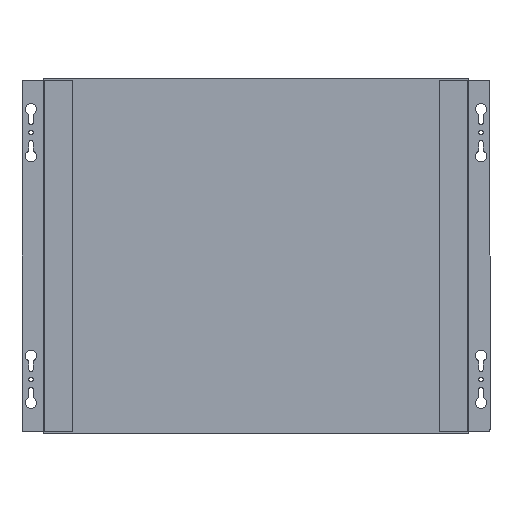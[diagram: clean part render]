
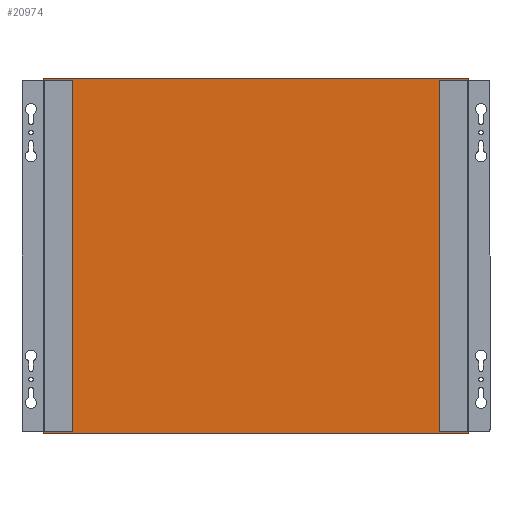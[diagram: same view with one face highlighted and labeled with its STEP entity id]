
A CAD part, front view. The second image highlights one B-rep face of the part: STEP entity #20974.
In plain terms, the highlighted planar face has unit normal (0, -1, 0).
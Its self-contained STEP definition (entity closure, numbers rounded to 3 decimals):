
#2304 = LINE ( 'NONE', #55693, #28575 ) ;
#2953 = DIRECTION ( 'NONE',  ( 0., -1., 0. ) ) ;
#4646 = FACE_OUTER_BOUND ( 'NONE', #10719, .T. ) ;
#4802 = CARTESIAN_POINT ( 'NONE',  ( 190., 0., -158. ) ) ;
#6813 = PLANE ( 'NONE',  #9302 ) ;
#7882 = LINE ( 'NONE', #4802, #56172 ) ;
#9302 = AXIS2_PLACEMENT_3D ( 'NONE', #11899, #2953, #58507 ) ;
#9755 = EDGE_CURVE ( 'NONE', #46555, #37641, #2304, .T. ) ;
#10719 = EDGE_LOOP ( 'NONE', ( #19990, #22424, #46217, #59974 ) ) ;
#11553 = EDGE_CURVE ( 'NONE', #39397, #46555, #7882, .T. ) ;
#11899 = CARTESIAN_POINT ( 'NONE',  ( 0., 0., 0. ) ) ;
#15432 = CARTESIAN_POINT ( 'NONE',  ( -190., 0., -158. ) ) ;
#17178 = CARTESIAN_POINT ( 'NONE',  ( 190., 0., 158. ) ) ;
#17398 = CARTESIAN_POINT ( 'NONE',  ( 190., 0., 158. ) ) ;
#19990 = ORIENTED_EDGE ( 'NONE', *, *, #9755, .F. ) ;
#20974 = ADVANCED_FACE ( 'NONE', ( #4646 ), #6813, .T. ) ;
#22424 = ORIENTED_EDGE ( 'NONE', *, *, #11553, .F. ) ;
#23790 = DIRECTION ( 'NONE',  ( 0., 0., 1. ) ) ;
#24314 = CARTESIAN_POINT ( 'NONE',  ( 190., 0., -158. ) ) ;
#26002 = EDGE_CURVE ( 'NONE', #37641, #47505, #56567, .T. ) ;
#26933 = CARTESIAN_POINT ( 'NONE',  ( -190., 0., 158. ) ) ;
#28064 = DIRECTION ( 'NONE',  ( -1., 0., 0. ) ) ;
#28575 = VECTOR ( 'NONE', #23790, 1000. ) ;
#31671 = VECTOR ( 'NONE', #36513, 1000. ) ;
#34785 = CARTESIAN_POINT ( 'NONE',  ( 190., 0., -158. ) ) ;
#36513 = DIRECTION ( 'NONE',  ( 1., 0., 0. ) ) ;
#37641 = VERTEX_POINT ( 'NONE', #26933 ) ;
#39397 = VERTEX_POINT ( 'NONE', #34785 ) ;
#44991 = VECTOR ( 'NONE', #57016, 1000. ) ;
#46217 = ORIENTED_EDGE ( 'NONE', *, *, #55170, .F. ) ;
#46555 = VERTEX_POINT ( 'NONE', #15432 ) ;
#47505 = VERTEX_POINT ( 'NONE', #17398 ) ;
#55170 = EDGE_CURVE ( 'NONE', #47505, #39397, #57451, .T. ) ;
#55693 = CARTESIAN_POINT ( 'NONE',  ( -190., 0., -158. ) ) ;
#56172 = VECTOR ( 'NONE', #28064, 1000. ) ;
#56567 = LINE ( 'NONE', #17178, #31671 ) ;
#57016 = DIRECTION ( 'NONE',  ( 0., 0., -1. ) ) ;
#57451 = LINE ( 'NONE', #24314, #44991 ) ;
#58507 = DIRECTION ( 'NONE',  ( 0., 0., -1. ) ) ;
#59974 = ORIENTED_EDGE ( 'NONE', *, *, #26002, .F. ) ;
